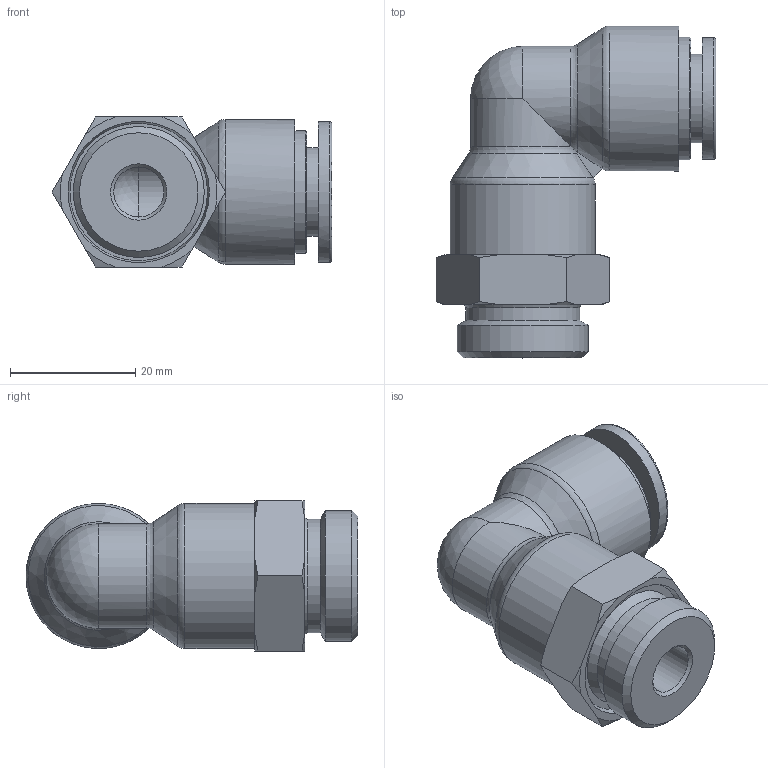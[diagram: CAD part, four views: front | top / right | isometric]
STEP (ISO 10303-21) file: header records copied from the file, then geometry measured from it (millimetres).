
FILE_DESCRIPTION((''),'2;1');
FILE_NAME('CR-PL 12G04.stp','2020-08-25T13:26:17',('user'),(''),'Autodesk Inventor 2013','Autodesk Inventor 2013','');
FILE_SCHEMA(('AUTOMOTIVE_DESIGN { 1 0 10303 214 1 1 1 1 }'));
Length unit declared in the file: millimetre
Products named in the file (6): 조립품12; CR-PUL 12 BODY; CR-COLLAR 12; HR-Collar 12L(SUS); CR-SLEEVE 12; HR-PL BODY 12G04
Assembly tree (5 placements, depth 3):
  조립품12
    CR-PUL 12 BODY
    CR-COLLAR 12
      HR-Collar 12L(SUS)
      CR-SLEEVE 12
    HR-PL BODY 12G04
Bounding box: 44.76 x 53.1 x 24 mm (x, y, z)
Volume: 18010.2 mm3; surface area: 9763.6 mm2
Topology: 4 solids, 4 shells, 407 faces, 1146 edges, 761 vertices
Faces by surface type: plane 356, cone 22, cylinder 20, torus 4, bspline 3, sphere 2
Full cylindrical faces by diameter (mm): 2 x1, 8 x1, 10 x2, 12.18 x1, 12.2 x2, 14.2 x1, 18.2 x1, 19.6 x1, 20.955 x1, 23.2 x2
Entity records: 13105 total; most frequent: CARTESIAN_POINT 2609, ORIENTED_EDGE 2222, DIRECTION 1964, EDGE_CURVE 1111, VECTOR 994, LINE 994, VERTEX_POINT 752, AXIS2_PLACEMENT_3D 485
